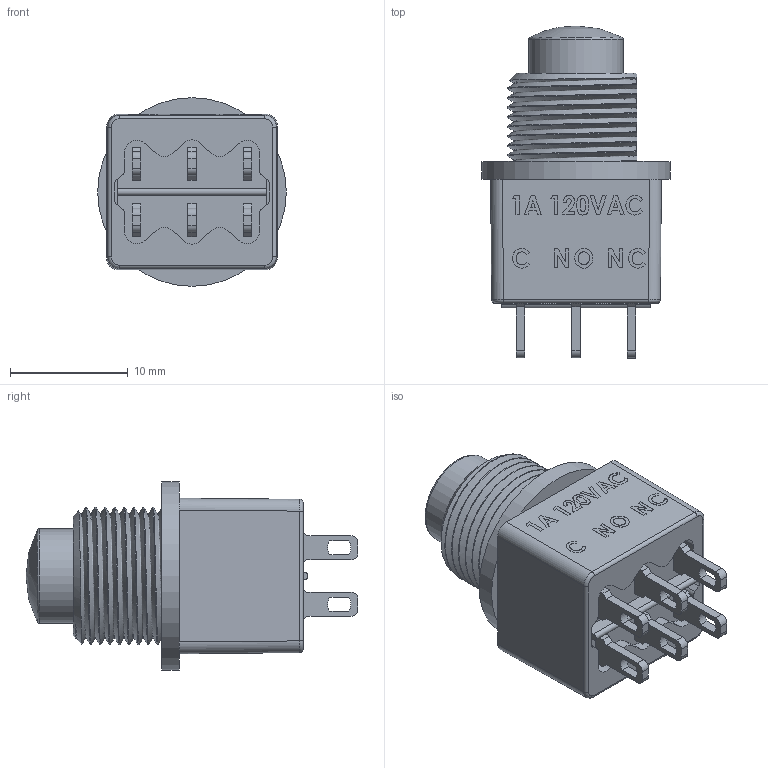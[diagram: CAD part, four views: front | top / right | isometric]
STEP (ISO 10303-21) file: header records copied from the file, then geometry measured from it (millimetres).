
FILE_DESCRIPTION (( 'STEP AP214' ), '1' );
FILE_NAME ('7HD7PABLM1QE.STEP', '2016-04-18T06:35:36', ( 'user' ), ( 'Hewlett-Packard Company' ), 'SwSTEP 2.0', 'SolidWorks 2015', '' );
FILE_SCHEMA (( 'AUTOMOTIVE_DESIGN' ));
Length unit declared in the file: millimetre
Products named in the file (11): WHO357-T; WCA-037-1; WCP-0880-1; WCP-098x; WPU-062x-1; WBU-147x; el031-4; WTE121; WTE120; ca030; 7HD7PABLM1QE
Assembly tree (15 placements, depth 2):
  7HD7PABLM1QE
    ca030
    WTE120  x2
    WTE121  x4
    el031-4  x2
    WBU-147x
    WPU-062x-1
    WCP-098x
    WCP-0880-1
    WCA-037-1
    WHO357-T
Bounding box: 16 x 28.15 x 16 mm (x, y, z)
Volume: 2184.7 mm3; surface area: 5324.8 mm2
Topology: 15 solids, 15 shells, 996 faces, 2677 edges, 1735 vertices
Faces by surface type: plane 645, cylinder 255, bspline 70, torus 16, cone 9, sphere 1
Full cylindrical faces by diameter (mm): 0.8 x4, 1 x2, 3.1 x1, 4.2 x1, 4.72 x1, 6.45 x1, 6.5 x2, 6.56 x1, 6.9 x1, 7 x1, 8 x1, 11.7 x1, 15.2 x1, 16 x1
Entity records: 59132 total; most frequent: CARTESIAN_POINT 38600, ORIENTED_EDGE 4000, DIRECTION 3524, EDGE_CURVE 2000, VECTOR 1446, LINE 1446, VERTEX_POINT 1313, AXIS2_PLACEMENT_3D 1039
